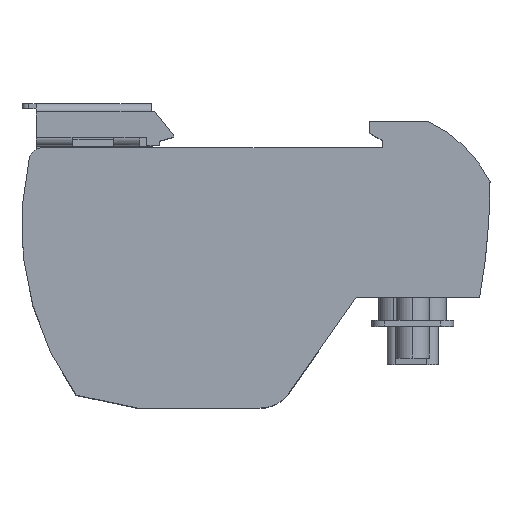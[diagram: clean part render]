
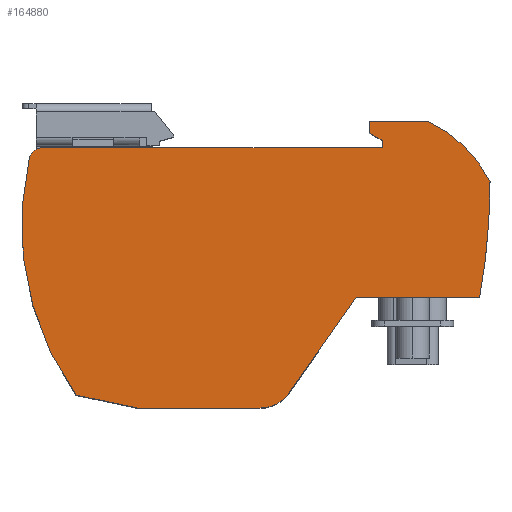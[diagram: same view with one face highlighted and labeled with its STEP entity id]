
A CAD part, top view. The second image highlights one B-rep face of the part: STEP entity #164880.
In plain terms, the highlighted planar face has unit normal (0, 0, 1).
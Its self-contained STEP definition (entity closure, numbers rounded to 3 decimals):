
#42660=CARTESIAN_POINT('',(-57.27,-0.25,-17.71))
;
#42670=DIRECTION('',(-1.,0.,0.));
#42680=VECTOR('',#42670,1.);
#42690=LINE('',#42660,#42680);
#42700=CARTESIAN_POINT('',(-7.,-0.25,-17.71))
;
#42710=VERTEX_POINT('',#42700);
#42720=CARTESIAN_POINT('',(-59.261,-0.25,-17.71))
;
#42730=VERTEX_POINT('',#42720);
#42740=EDGE_CURVE('',#42710,#42730,#42690,.T.);
#84490=CARTESIAN_POINT('',(-7.,-1.05,-17.71));
#84500=DIRECTION('',(0.,1.,0.));
#84510=VECTOR('',#84500,1.);
#84520=LINE('',#84490,#84510);
#84530=CARTESIAN_POINT('',(-7.,0.85,-17.71));
#84540=VERTEX_POINT('',#84530);
#84550=EDGE_CURVE('',#42710,#84540,#84520,.T.);
#84810=CARTESIAN_POINT('',(-59.261,-2.38,-17.71));
#84820=DIRECTION('',(0.,0.,1.));
#84830=DIRECTION('',(-1.,0.,0.));
#84840=AXIS2_PLACEMENT_3D('',#84810,#84820,#84830);
#84850=CIRCLE('',#84840,2.13);
#84860=CARTESIAN_POINT('',(-61.334,-1.892,-17.71));
#84870=VERTEX_POINT('',#84860);
#84880=EDGE_CURVE('',#42730,#84870,#84850,.T.);
#97240=CARTESIAN_POINT('',(-25.822,-34.85,-17.71));
#97250=DIRECTION('',(0.,0.,1.));
#97260=DIRECTION('',(-1.,0.,0.));
#97270=AXIS2_PLACEMENT_3D('',#97240,#97250,#97260);
#97280=CIRCLE('',#97270,5.5);
#97290=CARTESIAN_POINT('',(-25.822,-40.35,-17.71));
#97300=VERTEX_POINT('',#97290);
#97310=CARTESIAN_POINT('',(-21.316,-38.004,-17.71));
#97320=VERTEX_POINT('',#97310);
#97330=EDGE_CURVE('',#97300,#97320,#97280,.T.);
#100410=CARTESIAN_POINT('',(-17.529,-12.191,-17.71))
;
#100420=DIRECTION('',(0.,0.,1.));
#100430=DIRECTION('',(-1.,0.,0.));
#100440=AXIS2_PLACEMENT_3D('',#100410,#100420,#100430);
#100450=CIRCLE('',#100440,45.);
#100460=CARTESIAN_POINT('',(-54.15,-38.342,-17.71))
;
#100470=VERTEX_POINT('',#100460);
#100480=EDGE_CURVE('',#84870,#100470,#100450,.T.);
#101680=CARTESIAN_POINT('',(4.559,-1.05,-17.71));
#101690=DIRECTION('',(-0.574,-0.819,0.));
#101700=VECTOR('',#101690,1.);
#101710=LINE('',#101680,#101700);
#101720=CARTESIAN_POINT('',(-11.02,-23.3,-17.71))
;
#101730=VERTEX_POINT('',#101720);
#101740=EDGE_CURVE('',#101730,#97320,#101710,.T.);
#111730=CARTESIAN_POINT('',(-57.27,-37.679,-17.71))
;
#111740=DIRECTION('',(0.978,-0.208,0.));
#111750=VECTOR('',#111740,1.);
#111760=LINE('',#111730,#111750);
#111770=CARTESIAN_POINT('',(-44.704,-40.35,-17.71))
;
#111780=VERTEX_POINT('',#111770);
#111790=EDGE_CURVE('',#100470,#111780,#111760,.T.);
#127920=CARTESIAN_POINT('',(-57.27,-40.35,-17.71))
;
#127930=DIRECTION('',(1.,0.,0.));
#127940=VECTOR('',#127930,1.);
#127950=LINE('',#127920,#127940);
#127960=EDGE_CURVE('',#111780,#97300,#127950,.T.);
#163720=CARTESIAN_POINT('',(-57.27,-23.3,-17.71))
;
#163730=DIRECTION('',(1.,0.,0.));
#163740=VECTOR('',#163730,1.);
#163750=LINE('',#163720,#163740);
#163760=CARTESIAN_POINT('',(8.003,-23.3,-17.71));
#163770=VERTEX_POINT('',#163760);
#163780=EDGE_CURVE('',#101730,#163770,#163750,.T.);
#164320=CARTESIAN_POINT('',(-32.881,-14.975,-17.71))
;
#164330=DIRECTION('',(0.,0.,1.));
#164340=DIRECTION('',(-1.,0.,0.));
#164350=AXIS2_PLACEMENT_3D('',#164320,#164330,#164340);
#164360=PLANE('',#164350);
#164370=CARTESIAN_POINT('',(-90.4,-5.5,-17.71))
;
#164380=DIRECTION('',(0.,0.,1.));
#164390=DIRECTION('',(1.,0.,0.));
#164400=AXIS2_PLACEMENT_3D('',#164370,#164380,#164390);
#164410=CIRCLE('',#164400,100.);
#164420=CARTESIAN_POINT('',(9.6,-5.5,-17.71));
#164430=VERTEX_POINT('',#164420);
#164440=EDGE_CURVE('',#163770,#164430,#164410,.T.);
#164450=ORIENTED_EDGE('',*,*,#164440,.T.);
#164460=ORIENTED_EDGE('',*,*,#163780,.T.);
#164470=ORIENTED_EDGE('',*,*,#101740,.F.);
#164480=ORIENTED_EDGE('',*,*,#97330,.T.);
#164490=ORIENTED_EDGE('',*,*,#127960,.T.);
#164500=ORIENTED_EDGE('',*,*,#111790,.T.);
#164510=ORIENTED_EDGE('',*,*,#100480,.T.);
#164520=ORIENTED_EDGE('',*,*,#84880,.T.);
#164530=ORIENTED_EDGE('',*,*,#42740,.T.);
#164540=ORIENTED_EDGE('',*,*,#84550,.F.);
#164550=CARTESIAN_POINT('',(-57.27,29.874,-17.71));
#164560=DIRECTION('',(-0.866,0.5,0.));
#164570=VECTOR('',#164560,1.);
#164580=LINE('',#164550,#164570);
#164590=CARTESIAN_POINT('',(-9.,2.005,-17.71));
#164600=VERTEX_POINT('',#164590);
#164610=EDGE_CURVE('',#84540,#164600,#164580,.T.);
#164620=ORIENTED_EDGE('',*,*,#164610,.F.);
#164630=CARTESIAN_POINT('',(-9.,-1.05,-17.71))
;
#164640=DIRECTION('',(0.,-1.,0.));
#164650=VECTOR('',#164640,1.);
#164660=LINE('',#164630,#164650);
#164670=CARTESIAN_POINT('',(-9.,3.75,-17.71));
#164680=VERTEX_POINT('',#164670);
#164690=EDGE_CURVE('',#164680,#164600,#164660,.T.);
#164700=ORIENTED_EDGE('',*,*,#164690,.T.);
#164710=CARTESIAN_POINT('',(-57.27,3.75,-17.71));
#164720=DIRECTION('',(-1.,0.,0.));
#164730=VECTOR('',#164720,1.);
#164740=LINE('',#164710,#164730);
#164750=CARTESIAN_POINT('',(0.1,3.75,-17.71));
#164760=VERTEX_POINT('',#164750);
#164770=EDGE_CURVE('',#164760,#164680,#164740,.T.);
#164780=ORIENTED_EDGE('',*,*,#164770,.T.);
#164790=CARTESIAN_POINT('',(-8.314,-14.394,-17.71))
;
#164800=DIRECTION('',(0.,0.,1.));
#164810=DIRECTION('',(-0.985,0.174,0.));
#164820=AXIS2_PLACEMENT_3D('',#164790,#164800,#164810);
#164830=CIRCLE('',#164820,20.);
#164840=EDGE_CURVE('',#164430,#164760,#164830,.T.);
#164850=ORIENTED_EDGE('',*,*,#164840,.T.);
#164860=EDGE_LOOP('',(#164850,#164780,#164700,#164620,#164540,#164530,
#164520,#164510,#164500,#164490,#164480,#164470,#164460,#164450));
#164870=FACE_OUTER_BOUND('',#164860,.T.);
#164880=ADVANCED_FACE('',(#164870),#164360,.T.);
